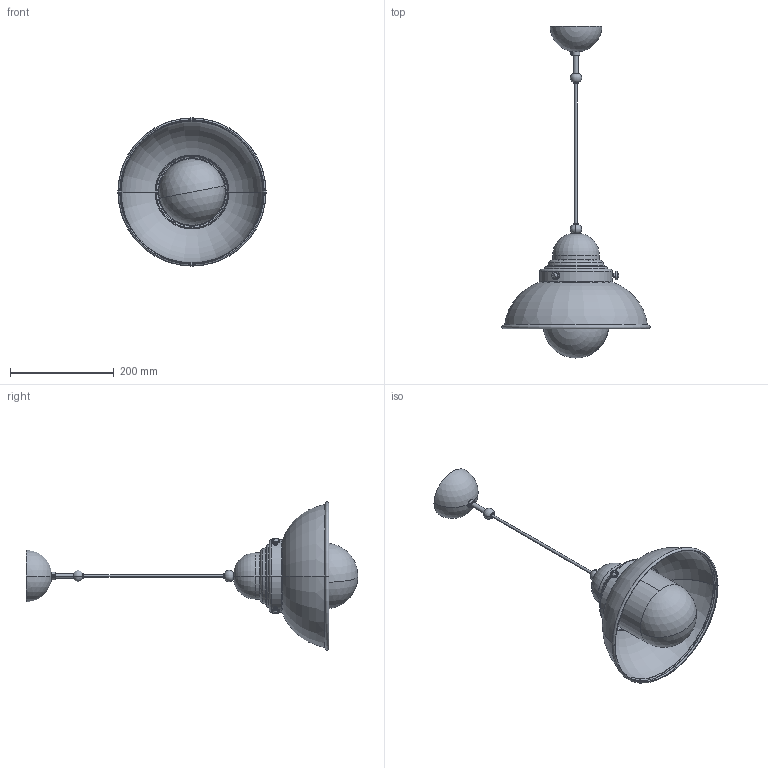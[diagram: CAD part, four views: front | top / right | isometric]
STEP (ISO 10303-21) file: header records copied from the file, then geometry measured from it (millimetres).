
FILE_DESCRIPTION (( 'STEP AP203' ), '1' );
FILE_NAME ('装配体1.STEP', '2022-03-03T08:09:35', ( '微软用户' ), ( '微软中国' ), 'SwSTEP 2.0', 'SolidWorks 2014', '' );
FILE_SCHEMA (( 'CONFIG_CONTROL_DESIGN' ));
Length unit declared in the file: millimetre
Products named in the file (9): 腑邐; 柲階攫; 產薛; 陬璃2; 蚾饜极1; 萇盄; 坶盄ん; 腑欶; 腑戚
Assembly tree (10 placements, depth 2):
  蚾饜极1
    柲階攫
    萇盄
    坶盄ん
    腑欶
    腑戚
    腑邐
    產薛
    陬璃2  x3
Bounding box: 286 x 640.43 x 286 mm (x, y, z)
Volume: 683489.5 mm3; surface area: 455242.6 mm2
Topology: 11 solids, 11 shells, 238 faces, 500 edges, 305 vertices
Faces by surface type: cylinder 101, torus 64, plane 51, sphere 16, cone 6
Entity records: 7475 total; most frequent: CARTESIAN_POINT 1758, DIRECTION 1144, ORIENTED_EDGE 878, AXIS2_PLACEMENT_3D 518, EDGE_CURVE 439, CIRCLE 291, VERTEX_POINT 268, EDGE_LOOP 243
